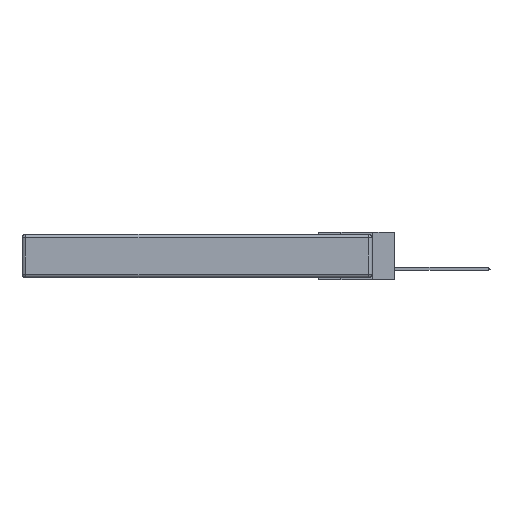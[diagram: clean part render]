
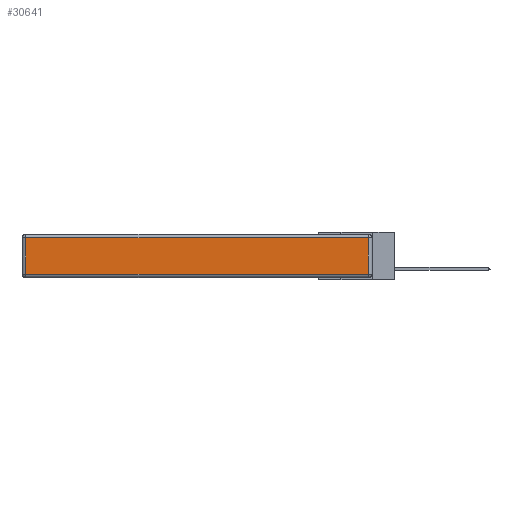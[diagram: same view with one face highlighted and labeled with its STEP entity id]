
A CAD part, left-side view. The second image highlights one B-rep face of the part: STEP entity #30641.
In plain terms, the highlighted planar face has unit normal (-1, 0, 0).
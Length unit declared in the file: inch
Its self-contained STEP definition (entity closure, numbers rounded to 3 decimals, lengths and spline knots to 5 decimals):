
#214 = CARTESIAN_POINT ( 'NONE',  ( 0., 2.72, -0.313 ) ) ;
#1930 = EDGE_CURVE ( 'NONE', #18755, #20672, #31266, .T. ) ;
#4024 = ORIENTED_EDGE ( 'NONE', *, *, #23396, .T. ) ;
#5667 = CARTESIAN_POINT ( 'NONE',  ( 0., 2.72, -0.03 ) ) ;
#6386 = VERTEX_POINT ( 'NONE', #214 ) ;
#6484 = EDGE_LOOP ( 'NONE', ( #4024, #23101, #14277, #12683 ) ) ;
#7892 = CARTESIAN_POINT ( 'NONE',  ( 0., 0., -0.343 ) ) ;
#8364 = DIRECTION ( 'NONE',  ( 0., 1., 0. ) ) ;
#8685 = CARTESIAN_POINT ( 'NONE',  ( 0., 0., -0.313 ) ) ;
#10592 = VECTOR ( 'NONE', #28760, 39.37008 ) ;
#10805 = CARTESIAN_POINT ( 'NONE',  ( 0., 2.75, -0.03 ) ) ;
#11288 = FACE_OUTER_BOUND ( 'NONE', #6484, .T. ) ;
#11309 = VECTOR ( 'NONE', #8364, 39.37008 ) ;
#11600 = CARTESIAN_POINT ( 'NONE',  ( 0., 2.72, -0.343 ) ) ;
#12683 = ORIENTED_EDGE ( 'NONE', *, *, #13189, .T. ) ;
#13189 = EDGE_CURVE ( 'NONE', #20672, #6386, #25940, .T. ) ;
#13356 = DIRECTION ( 'NONE',  ( 0., 0., 1. ) ) ;
#14049 = EDGE_CURVE ( 'NONE', #14826, #18755, #31225, .T. ) ;
#14277 = ORIENTED_EDGE ( 'NONE', *, *, #1930, .T. ) ;
#14826 = VERTEX_POINT ( 'NONE', #14941 ) ;
#14941 = CARTESIAN_POINT ( 'NONE',  ( 0., 0.03, -0.313 ) ) ;
#15432 = DIRECTION ( 'NONE',  ( 0., 0., 1. ) ) ;
#18755 = VERTEX_POINT ( 'NONE', #22155 ) ;
#20672 = VERTEX_POINT ( 'NONE', #5667 ) ;
#21613 = VECTOR ( 'NONE', #13356, 39.37008 ) ;
#22155 = CARTESIAN_POINT ( 'NONE',  ( 0., 0.03, -0.03 ) ) ;
#22647 = DIRECTION ( 'NONE',  ( -1., 0., 0. ) ) ;
#23101 = ORIENTED_EDGE ( 'NONE', *, *, #14049, .T. ) ;
#23396 = EDGE_CURVE ( 'NONE', #6386, #14826, #30261, .T. ) ;
#25940 = LINE ( 'NONE', #11600, #10592 ) ;
#27616 = CARTESIAN_POINT ( 'NONE',  ( 0., 0.03, -0.343 ) ) ;
#28741 = DIRECTION ( 'NONE',  ( 0., -1., 0. ) ) ;
#28756 = VECTOR ( 'NONE', #28741, 39.37008 ) ;
#28760 = DIRECTION ( 'NONE',  ( 0., 0., -1. ) ) ;
#29818 = AXIS2_PLACEMENT_3D ( 'NONE', #7892, #22647, #15432 ) ;
#30162 = PLANE ( 'NONE',  #29818 ) ;
#30261 = LINE ( 'NONE', #8685, #28756 ) ;
#30641 = ADVANCED_FACE ( 'NONE', ( #11288 ), #30162, .T. ) ;
#31225 = LINE ( 'NONE', #27616, #21613 ) ;
#31266 = LINE ( 'NONE', #10805, #11309 ) ;
